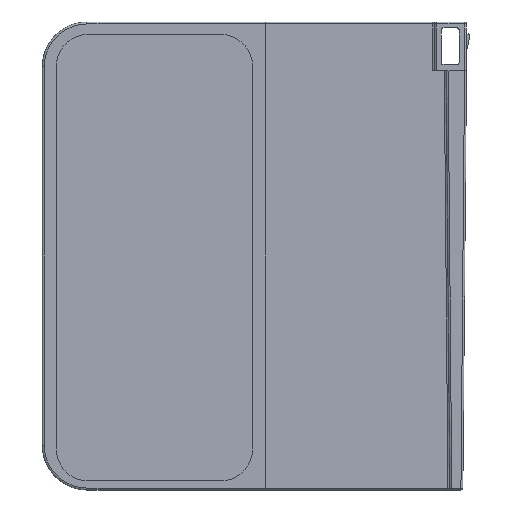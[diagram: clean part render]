
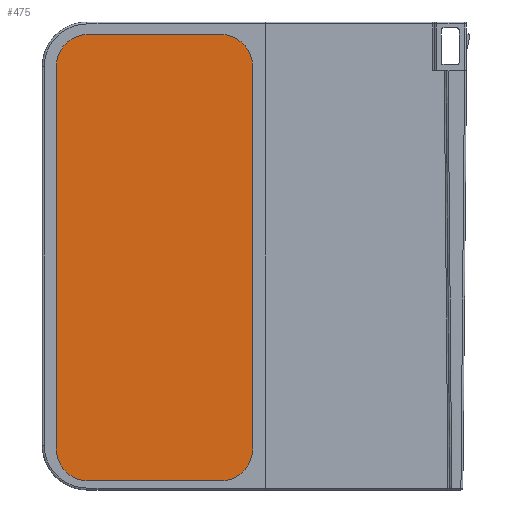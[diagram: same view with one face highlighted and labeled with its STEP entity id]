
A CAD part, left-side view. The second image highlights one B-rep face of the part: STEP entity #475.
In plain terms, the highlighted planar face has unit normal (-1, 0, 0).
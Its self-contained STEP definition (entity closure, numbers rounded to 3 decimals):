
#69=PLANE('',#1858);
#224=LINE('',#2819,#371);
#225=LINE('',#2824,#372);
#226=LINE('',#2828,#373);
#227=LINE('',#2832,#374);
#371=VECTOR('',#2244,1.);
#372=VECTOR('',#2247,1.);
#373=VECTOR('',#2250,1.);
#374=VECTOR('',#2253,1.);
#475=ADVANCED_FACE('',(#574),#69,.T.);
#574=FACE_OUTER_BOUND('',#681,.T.);
#681=EDGE_LOOP('',(#956,#957,#958,#959,#960,#961,#962,#963));
#956=ORIENTED_EDGE('',*,*,#1556,.T.);
#957=ORIENTED_EDGE('',*,*,#1557,.T.);
#958=ORIENTED_EDGE('',*,*,#1558,.T.);
#959=ORIENTED_EDGE('',*,*,#1559,.T.);
#960=ORIENTED_EDGE('',*,*,#1560,.T.);
#961=ORIENTED_EDGE('',*,*,#1561,.T.);
#962=ORIENTED_EDGE('',*,*,#1562,.T.);
#963=ORIENTED_EDGE('',*,*,#1563,.T.);
#1371=VERTEX_POINT('',#2820);
#1372=VERTEX_POINT('',#2821);
#1373=VERTEX_POINT('',#2823);
#1374=VERTEX_POINT('',#2825);
#1375=VERTEX_POINT('',#2827);
#1376=VERTEX_POINT('',#2829);
#1377=VERTEX_POINT('',#2831);
#1378=VERTEX_POINT('',#2833);
#1556=EDGE_CURVE('',#1371,#1372,#224,.T.);
#1557=EDGE_CURVE('',#1372,#1373,#1716,.T.);
#1558=EDGE_CURVE('',#1373,#1374,#225,.T.);
#1559=EDGE_CURVE('',#1374,#1375,#1717,.T.);
#1560=EDGE_CURVE('',#1375,#1376,#226,.T.);
#1561=EDGE_CURVE('',#1376,#1377,#1718,.T.);
#1562=EDGE_CURVE('',#1377,#1378,#227,.T.);
#1563=EDGE_CURVE('',#1378,#1371,#1719,.T.);
#1716=CIRCLE('',#1854,6.45);
#1717=CIRCLE('',#1855,6.45);
#1718=CIRCLE('',#1856,6.45);
#1719=CIRCLE('',#1857,6.45);
#1854=AXIS2_PLACEMENT_3D('',#2822,#2245,#2246);
#1855=AXIS2_PLACEMENT_3D('',#2826,#2248,#2249);
#1856=AXIS2_PLACEMENT_3D('',#2830,#2251,#2252);
#1857=AXIS2_PLACEMENT_3D('',#2834,#2254,#2255);
#1858=AXIS2_PLACEMENT_3D('',#2835,#2256,#2257);
#2244=DIRECTION('',(0.,0.,-1.));
#2245=DIRECTION('',(-1.,0.,0.));
#2246=DIRECTION('',(0.,0.,-1.));
#2247=DIRECTION('',(0.,-1.,0.));
#2248=DIRECTION('',(-1.,0.,0.));
#2249=DIRECTION('',(0.,0.,-1.));
#2250=DIRECTION('',(0.,0.,1.));
#2251=DIRECTION('',(-1.,0.,0.));
#2252=DIRECTION('',(0.,0.,-1.));
#2253=DIRECTION('',(0.,1.,0.));
#2254=DIRECTION('',(-1.,0.,0.));
#2255=DIRECTION('',(0.,0.,-1.));
#2256=DIRECTION('',(-1.,0.,0.));
#2257=DIRECTION('',(0.,0.,-1.));
#2819=CARTESIAN_POINT('',(-1.5,83.162,-30.478));
#2820=CARTESIAN_POINT('',(-1.5,83.162,-0.808));
#2821=CARTESIAN_POINT('',(-1.5,83.162,-77.893));
#2822=CARTESIAN_POINT('',(-1.5,76.712,-77.893));
#2823=CARTESIAN_POINT('',(-1.5,76.712,-84.343));
#2824=CARTESIAN_POINT('',(-1.5,90.053,-84.343));
#2825=CARTESIAN_POINT('',(-1.5,50.052,-84.343));
#2826=CARTESIAN_POINT('',(-1.5,50.052,-77.893));
#2827=CARTESIAN_POINT('',(-1.5,43.602,-77.893));
#2828=CARTESIAN_POINT('',(-1.5,43.602,-30.478));
#2829=CARTESIAN_POINT('',(-1.5,43.602,-0.808));
#2830=CARTESIAN_POINT('',(-1.5,50.052,-0.808));
#2831=CARTESIAN_POINT('',(-1.5,50.052,5.642));
#2832=CARTESIAN_POINT('',(-1.5,90.053,5.642));
#2833=CARTESIAN_POINT('',(-1.5,76.712,5.642));
#2834=CARTESIAN_POINT('',(-1.5,76.712,-0.808));
#2835=CARTESIAN_POINT('',(-1.5,90.053,-30.478));
